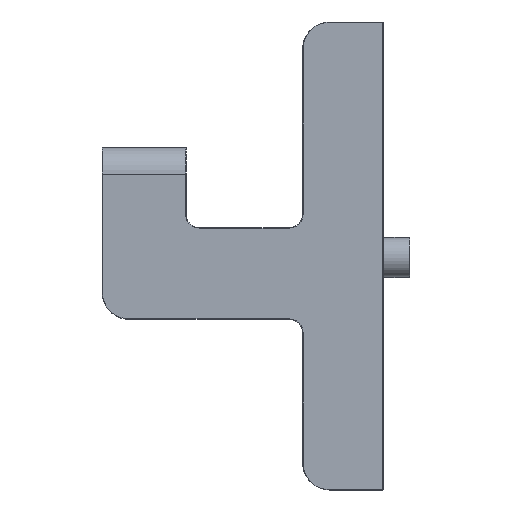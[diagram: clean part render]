
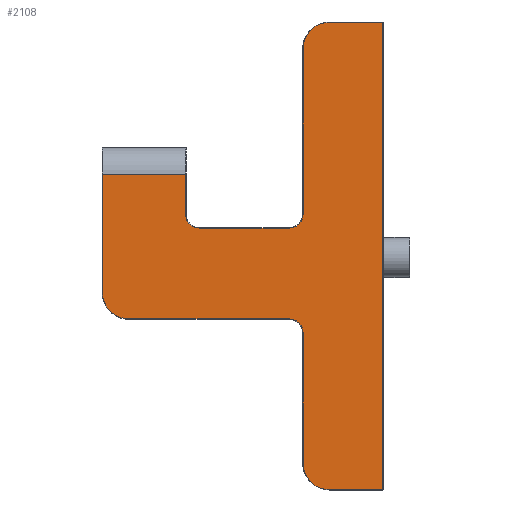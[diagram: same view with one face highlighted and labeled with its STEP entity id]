
A CAD part, left-side view. The second image highlights one B-rep face of the part: STEP entity #2108.
In plain terms, the highlighted planar face has unit normal (-1, 0, 0).
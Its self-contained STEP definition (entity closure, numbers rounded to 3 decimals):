
#213=CIRCLE('',#2289,19.7);
#214=CIRCLE('',#2290,10.3);
#215=CIRCLE('',#2291,19.7);
#216=CIRCLE('',#2292,19.7);
#217=CIRCLE('',#2293,10.3);
#218=CIRCLE('',#2294,10.3);
#433=ORIENTED_EDGE('',*,*,#1057,.T.);
#434=ORIENTED_EDGE('',*,*,#1058,.T.);
#435=ORIENTED_EDGE('',*,*,#1059,.T.);
#436=ORIENTED_EDGE('',*,*,#1060,.T.);
#437=ORIENTED_EDGE('',*,*,#1061,.T.);
#438=ORIENTED_EDGE('',*,*,#1062,.T.);
#439=ORIENTED_EDGE('',*,*,#1063,.T.);
#440=ORIENTED_EDGE('',*,*,#1064,.T.);
#441=ORIENTED_EDGE('',*,*,#1065,.T.);
#442=ORIENTED_EDGE('',*,*,#1066,.T.);
#443=ORIENTED_EDGE('',*,*,#1067,.T.);
#444=ORIENTED_EDGE('',*,*,#1068,.T.);
#445=ORIENTED_EDGE('',*,*,#1069,.T.);
#446=ORIENTED_EDGE('',*,*,#1070,.T.);
#447=ORIENTED_EDGE('',*,*,#1071,.T.);
#448=ORIENTED_EDGE('',*,*,#1072,.T.);
#1057=EDGE_CURVE('',#1369,#1370,#1527,.F.);
#1058=EDGE_CURVE('',#1370,#1371,#1528,.F.);
#1059=EDGE_CURVE('',#1371,#1372,#213,.T.);
#1060=EDGE_CURVE('',#1372,#1373,#1529,.F.);
#1061=EDGE_CURVE('',#1373,#1374,#214,.F.);
#1062=EDGE_CURVE('',#1374,#1375,#1530,.F.);
#1063=EDGE_CURVE('',#1375,#1376,#215,.T.);
#1064=EDGE_CURVE('',#1376,#1377,#1531,.T.);
#1065=EDGE_CURVE('',#1377,#1378,#1532,.T.);
#1066=EDGE_CURVE('',#1378,#1379,#1533,.F.);
#1067=EDGE_CURVE('',#1379,#1380,#216,.T.);
#1068=EDGE_CURVE('',#1380,#1381,#1534,.F.);
#1069=EDGE_CURVE('',#1381,#1382,#217,.F.);
#1070=EDGE_CURVE('',#1382,#1383,#1535,.T.);
#1071=EDGE_CURVE('',#1383,#1384,#218,.F.);
#1072=EDGE_CURVE('',#1384,#1369,#1536,.T.);
#1369=VERTEX_POINT('',#3537);
#1370=VERTEX_POINT('',#3538);
#1371=VERTEX_POINT('',#3540);
#1372=VERTEX_POINT('',#3542);
#1373=VERTEX_POINT('',#3544);
#1374=VERTEX_POINT('',#3546);
#1375=VERTEX_POINT('',#3548);
#1376=VERTEX_POINT('',#3550);
#1377=VERTEX_POINT('',#3552);
#1378=VERTEX_POINT('',#3554);
#1379=VERTEX_POINT('',#3556);
#1380=VERTEX_POINT('',#3558);
#1381=VERTEX_POINT('',#3560);
#1382=VERTEX_POINT('',#3562);
#1383=VERTEX_POINT('',#3564);
#1384=VERTEX_POINT('',#3566);
#1527=LINE('',#3536,#1659);
#1528=LINE('',#3539,#1660);
#1529=LINE('',#3543,#1661);
#1530=LINE('',#3547,#1662);
#1531=LINE('',#3551,#1663);
#1532=LINE('',#3553,#1664);
#1533=LINE('',#3555,#1665);
#1534=LINE('',#3559,#1666);
#1535=LINE('',#3563,#1667);
#1536=LINE('',#3567,#1668);
#1659=VECTOR('',#2695,1000.);
#1660=VECTOR('',#2696,1000.);
#1661=VECTOR('',#2699,1000.);
#1662=VECTOR('',#2702,1000.);
#1663=VECTOR('',#2705,1000.);
#1664=VECTOR('',#2706,1000.);
#1665=VECTOR('',#2707,1000.);
#1666=VECTOR('',#2710,1000.);
#1667=VECTOR('',#2713,1000.);
#1668=VECTOR('',#2716,1000.);
#1762=EDGE_LOOP('',(#433,#434,#435,#436,#437,#438,#439,#440,#441,#442,#443,
#444,#445,#446,#447,#448));
#1925=FACE_BOUND('',#1762,.T.);
#2082=PLANE('',#2288);
#2108=ADVANCED_FACE('',(#1925),#2082,.T.);
#2288=AXIS2_PLACEMENT_3D('',#3535,#2693,#2694);
#2289=AXIS2_PLACEMENT_3D('',#3541,#2697,#2698);
#2290=AXIS2_PLACEMENT_3D('',#3545,#2700,#2701);
#2291=AXIS2_PLACEMENT_3D('',#3549,#2703,#2704);
#2292=AXIS2_PLACEMENT_3D('',#3557,#2708,#2709);
#2293=AXIS2_PLACEMENT_3D('',#3561,#2711,#2712);
#2294=AXIS2_PLACEMENT_3D('',#3565,#2714,#2715);
#2693=DIRECTION('',(-1.,0.,0.));
#2694=DIRECTION('',(0.,-1.,0.));
#2695=DIRECTION('',(0.,-1.,0.));
#2696=DIRECTION('',(0.,0.,1.));
#2697=DIRECTION('',(-1.,0.,0.));
#2698=DIRECTION('',(0.,-1.,0.));
#2699=DIRECTION('',(0.,1.,0.));
#2700=DIRECTION('',(-1.,0.,0.));
#2701=DIRECTION('',(0.,-1.,0.));
#2702=DIRECTION('',(0.,0.,1.));
#2703=DIRECTION('',(-1.,0.,0.));
#2704=DIRECTION('',(0.,-1.,0.));
#2705=DIRECTION('',(0.,-1.,0.));
#2706=DIRECTION('',(0.,0.,1.));
#2707=DIRECTION('',(0.,-1.,0.));
#2708=DIRECTION('',(-1.,0.,0.));
#2709=DIRECTION('',(0.,-1.,0.));
#2710=DIRECTION('',(0.,0.,1.));
#2711=DIRECTION('',(-1.,0.,0.));
#2712=DIRECTION('',(0.,-1.,0.));
#2713=DIRECTION('',(0.,1.,0.));
#2714=DIRECTION('',(-1.,0.,0.));
#2715=DIRECTION('',(0.,-1.,0.));
#2716=DIRECTION('',(0.,0.,1.));
#3535=CARTESIAN_POINT('',(-50.,30.122,0.));
#3536=CARTESIAN_POINT('',(-50.,30.122,236.179));
#3537=CARTESIAN_POINT('',(-50.,117.636,236.179));
#3538=CARTESIAN_POINT('',(-50.,179.822,236.179));
#3539=CARTESIAN_POINT('',(-50.,179.822,0.));
#3540=CARTESIAN_POINT('',(-50.,179.822,147.635));
#3541=CARTESIAN_POINT('',(-50.,160.122,147.635));
#3542=CARTESIAN_POINT('',(-50.,160.122,127.935));
#3543=CARTESIAN_POINT('',(-50.,30.122,127.935));
#3544=CARTESIAN_POINT('',(-50.,40.122,127.935));
#3545=CARTESIAN_POINT('',(-50.,40.122,117.635));
#3546=CARTESIAN_POINT('',(-50.,29.822,117.635));
#3547=CARTESIAN_POINT('',(-50.,29.822,0.));
#3548=CARTESIAN_POINT('',(-50.,29.822,20.));
#3549=CARTESIAN_POINT('',(-50.,10.122,20.));
#3550=CARTESIAN_POINT('',(-50.,10.122,0.3));
#3551=CARTESIAN_POINT('',(-50.,-30.122,0.3));
#3552=CARTESIAN_POINT('',(-50.,-29.822,0.3));
#3553=CARTESIAN_POINT('',(-50.,-29.822,0.));
#3554=CARTESIAN_POINT('',(-50.,-29.822,349.7));
#3555=CARTESIAN_POINT('',(-50.,30.122,349.7));
#3556=CARTESIAN_POINT('',(-50.,10.122,349.7));
#3557=CARTESIAN_POINT('',(-50.,10.122,330.));
#3558=CARTESIAN_POINT('',(-50.,29.822,330.));
#3559=CARTESIAN_POINT('',(-50.,29.822,0.));
#3560=CARTESIAN_POINT('',(-50.,29.822,206.179));
#3561=CARTESIAN_POINT('',(-50.,40.122,206.179));
#3562=CARTESIAN_POINT('',(-50.,40.122,195.879));
#3563=CARTESIAN_POINT('',(-50.,30.122,195.879));
#3564=CARTESIAN_POINT('',(-50.,107.336,195.879));
#3565=CARTESIAN_POINT('',(-50.,107.336,206.179));
#3566=CARTESIAN_POINT('',(-50.,117.636,206.179));
#3567=CARTESIAN_POINT('',(-50.,117.636,0.));
